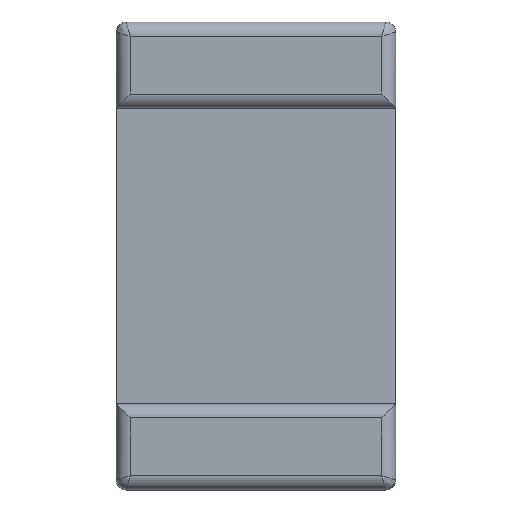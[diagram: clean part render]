
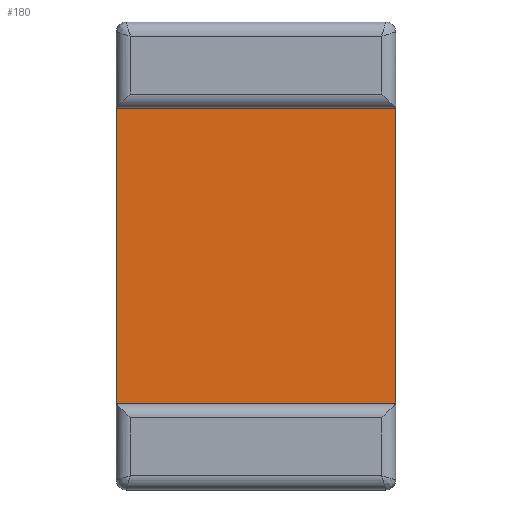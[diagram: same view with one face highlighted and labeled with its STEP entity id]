
A CAD part, top view. The second image highlights one B-rep face of the part: STEP entity #180.
In plain terms, the highlighted planar face has unit normal (0, 0, 1).
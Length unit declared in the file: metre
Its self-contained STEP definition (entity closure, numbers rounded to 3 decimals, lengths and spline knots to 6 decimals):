
#180=ADVANCED_FACE('0:40',(#343),#344,.T.);
#343=FACE_OUTER_BOUND('',#523,.T.);
#344=PLANE('',#524);
#523=EDGE_LOOP('',(#888,#889,#890,#891));
#524=AXIS2_PLACEMENT_3D('',#892,#893,#894);
#888=ORIENTED_EDGE('',*,*,#1294,.T.);
#889=ORIENTED_EDGE('',*,*,#1290,.T.);
#890=ORIENTED_EDGE('',*,*,#1295,.T.);
#891=ORIENTED_EDGE('',*,*,#1296,.T.);
#892=CARTESIAN_POINT('',(0.0,0.0,0.0));
#893=DIRECTION('',(0.0,0.0,1.0));
#894=DIRECTION('',(-1.0,0.0,0.0));
#1290=EDGE_CURVE('0:58',#1456,#1453,#1457,.T.);
#1294=EDGE_CURVE('0:67',#1462,#1456,#1463,.T.);
#1295=EDGE_CURVE('0:70',#1453,#1464,#1465,.T.);
#1296=EDGE_CURVE('0:73',#1464,#1462,#1466,.T.);
#1453=VERTEX_POINT('',#1677);
#1456=VERTEX_POINT('',#1681);
#1457=LINE('',#1682,#1683);
#1462=VERTEX_POINT('',#1690);
#1463=LINE('',#1691,#1692);
#1464=VERTEX_POINT('',#1693);
#1465=LINE('',#1694,#1695);
#1466=LINE('',#1696,#1697);
#1677=CARTESIAN_POINT('',(-0.000605,0.00097,0.0));
#1681=CARTESIAN_POINT('',(0.000605,0.00097,0.0));
#1682=CARTESIAN_POINT('',(0.0,0.00097,0.0));
#1683=VECTOR('',#1987,1.0);
#1690=CARTESIAN_POINT('',(0.000605,-0.00097,0.0));
#1691=CARTESIAN_POINT('',(0.000605,0.0,0.0));
#1692=VECTOR('',#1990,1.0);
#1693=CARTESIAN_POINT('',(-0.000605,-0.00097,0.0));
#1694=CARTESIAN_POINT('',(-0.000605,0.0,0.0));
#1695=VECTOR('',#1991,1.0);
#1696=CARTESIAN_POINT('',(0.0,-0.00097,0.0));
#1697=VECTOR('',#1992,1.0);
#1987=DIRECTION('',(-1.0,0.0,0.0));
#1990=DIRECTION('',(0.0,1.0,0.0));
#1991=DIRECTION('',(0.0,-1.0,0.0));
#1992=DIRECTION('',(1.0,0.0,0.0));
